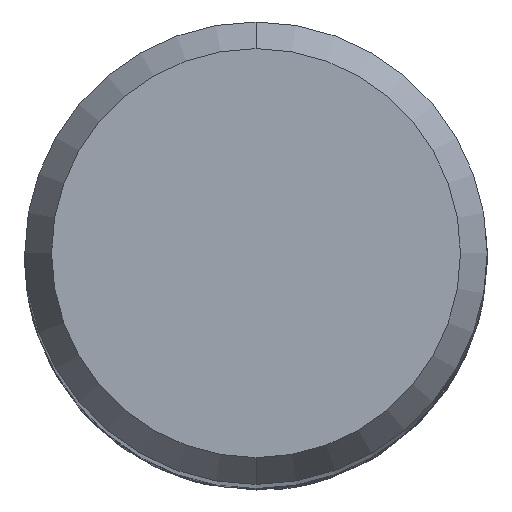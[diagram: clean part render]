
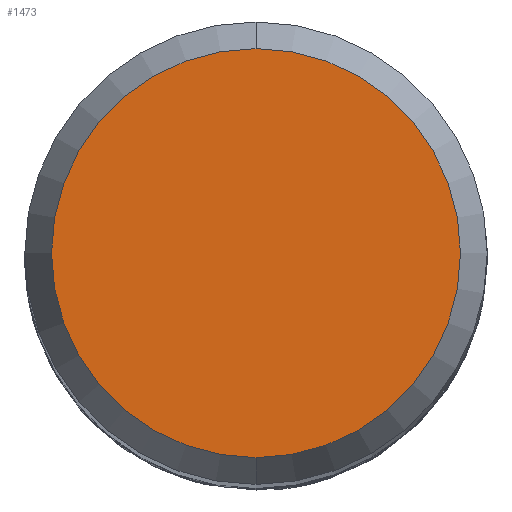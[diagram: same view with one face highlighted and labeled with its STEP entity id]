
A CAD part, top view. The second image highlights one B-rep face of the part: STEP entity #1473.
In plain terms, the highlighted planar face has unit normal (0, 0, 1).
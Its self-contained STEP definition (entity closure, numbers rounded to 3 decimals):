
#1035=VERTEX_POINT('',#2253);
#1207=EDGE_CURVE('',#1687,#1035,#2446,.T.);
#1253=EDGE_CURVE('',#1035,#1687,#2497,.T.);
#1473=ADVANCED_FACE('',(#2737),#2738,.T.);
#1687=VERTEX_POINT('',#2972);
#2253=CARTESIAN_POINT('',(0.,-3.538,0.0));
#2446=CIRCLE('',#9988,3.538);
#2497=CIRCLE('',#10918,3.538);
#2737=FACE_OUTER_BOUND('',#13375,.T.);
#2738=PLANE('',#13376);
#2972=CARTESIAN_POINT('',(0.0,3.538,0.0));
#9988=AXIS2_PLACEMENT_3D('',#17445,#17446,#17447);
#10918=AXIS2_PLACEMENT_3D('',#17497,#17498,#17499);
#13375=EDGE_LOOP('',(#17739,#17740));
#13376=AXIS2_PLACEMENT_3D('',#17741,#17742,#17743);
#17445=CARTESIAN_POINT('',(0.0,0.0,0.0));
#17446=DIRECTION('',(0.0,0.0,-1.0));
#17447=DIRECTION('',(0.0,1.0,0.0));
#17497=CARTESIAN_POINT('',(0.0,0.0,0.0));
#17498=DIRECTION('',(0.0,0.0,-1.0));
#17499=DIRECTION('',(0.0,1.0,0.0));
#17739=ORIENTED_EDGE('',*,*,#1207,.F.);
#17740=ORIENTED_EDGE('',*,*,#1253,.F.);
#17741=CARTESIAN_POINT('',(0.0,1.769,0.0));
#17742=DIRECTION('',(-0.0,0.0,1.0));
#17743=DIRECTION('',(0.0,-1.0,0.0));
